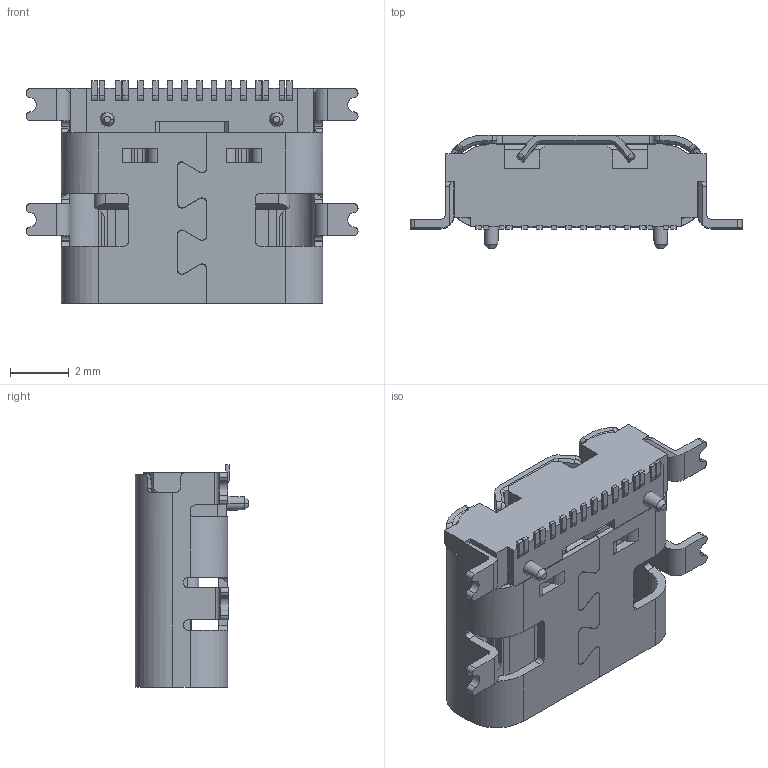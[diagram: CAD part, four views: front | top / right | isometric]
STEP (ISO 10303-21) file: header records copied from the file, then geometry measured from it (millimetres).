
FILE_DESCRIPTION((''),'2;1');
FILE_NAME('_16P_7_35_3D_','2021-04-23T17:25:05',('Administrator'),(''),'CREO PARAMETRIC BY PTC INC, 2016510','CREO PARAMETRIC BY PTC INC, 2016510','');
FILE_SCHEMA(('AUTOMOTIVE_DESIGN { 1 0 10303 214 1 1 1 1 }'));
Length unit declared in the file: millimetre
Products named in the file (1): _16P_7_35_3D_
Bounding box: 11.34 x 3.89 x 7.6 mm (x, y, z)
Volume: 114.2 mm3; surface area: 476.9 mm2
Topology: 1 solids, 1 shells, 749 faces, 2232 edges, 1451 vertices
Faces by surface type: plane 523, cylinder 194, cone 26, bspline 6
Entity records: 27231 total; most frequent: CARTESIAN_POINT 5262, ORIENTED_EDGE 4464, DIRECTION 4007, EDGE_CURVE 2232, VECTOR 1699, LINE 1699, VERTEX_POINT 1451, AXIS2_PLACEMENT_3D 1154
